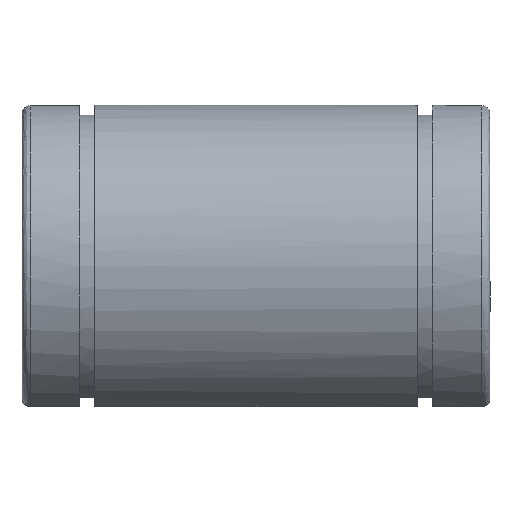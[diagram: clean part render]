
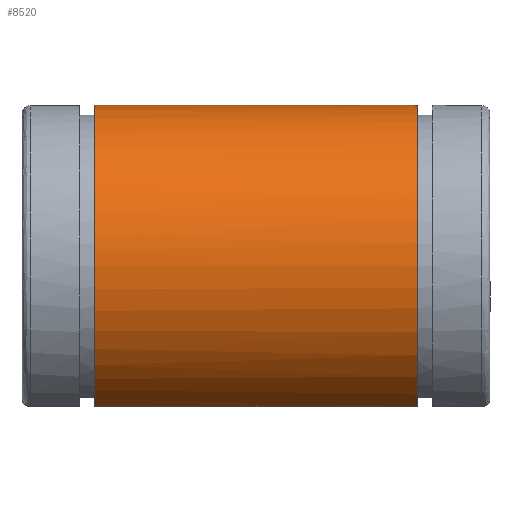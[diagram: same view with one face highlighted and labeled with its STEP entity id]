
A CAD part, top view. The second image highlights one B-rep face of the part: STEP entity #8520.
In plain terms, the highlighted free-form (B-spline) face has degree [3, 1] with [7, 2] control points.
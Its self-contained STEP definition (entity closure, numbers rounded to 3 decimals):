
#2420 = CARTESIAN_POINT ('', (9., -17.321, -10.));
#2430 = VERTEX_POINT ('', #2420);
#2490 = CARTESIAN_POINT ('', (49., -17.321, -10.));
#2500 = VERTEX_POINT ('', #2490);
#2510 = CARTESIAN_POINT ('', (9., -17.321, -10.));
#2520 = CARTESIAN_POINT ('', (49., -17.321, -10.));
#2530 = B_SPLINE_CURVE_WITH_KNOTS ('', 1, (#2510, #2520), .UNSPECIFIED., .F., .U., (2, 2), (0., 1.), .UNSPECIFIED.);
#2540 = EDGE_CURVE ('', #2430, #2500, #2530, .T.);
#4530 = CARTESIAN_POINT ('', (49., -17.321, 10.));
#4540 = VERTEX_POINT ('', #4530);
#4600 = CARTESIAN_POINT ('', (9., -17.321, 10.));
#4610 = VERTEX_POINT ('', #4600);
#4620 = CARTESIAN_POINT ('', (49., -17.321, 10.));
#4630 = CARTESIAN_POINT ('', (9., -17.321, 10.));
#4640 = B_SPLINE_CURVE_WITH_KNOTS ('', 1, (#4620, #4630), .UNSPECIFIED., .F., .U., (2, 2), (0., 1.), .UNSPECIFIED.);
#4650 = EDGE_CURVE ('', #4540, #4610, #4640, .T.);
#7610 = CARTESIAN_POINT ('', (49., 0., 20.));
#7620 = VERTEX_POINT ('', #7610);
#7630 = CARTESIAN_POINT ('', (49., 0., -20.));
#7640 = VERTEX_POINT ('', #7630);
#7650 = CARTESIAN_POINT ('', (49., 0., 20.));
#7660 = CARTESIAN_POINT ('', (49., 12.773, 20.));
#7670 = CARTESIAN_POINT ('', (49., 20., 10.618));
#7680 = CARTESIAN_POINT ('', (49., 20., 0.));
#7690 = CARTESIAN_POINT ('', (49., 20., -10.618));
#7700 = CARTESIAN_POINT ('', (49., 12.773, -20.));
#7710 = CARTESIAN_POINT ('', (49., 0., -20.));
#7720 = (
   BOUNDED_CURVE ()
   B_SPLINE_CURVE (3, (#7650, #7660, #7670, #7680, #7690, #7700, #7710), .UNSPECIFIED., .F., .U.)
   B_SPLINE_CURVE_WITH_KNOTS ((4, 3, 4), (0., 0.5, 1.), .UNSPECIFIED.)
   CURVE ()
   GEOMETRIC_REPRESENTATION_ITEM ()
   RATIONAL_B_SPLINE_CURVE ((0.64, 0.591, 0.711, 1., 0.711, 0.591, 0.64))
   REPRESENTATION_ITEM ('')
);
#7730 = EDGE_CURVE ('', #7620, #7640, #7720, .T.);
#7750 = CARTESIAN_POINT ('', (49., -17.321, 10.));
#7760 = CARTESIAN_POINT ('', (49., -13.967, 15.809));
#7770 = CARTESIAN_POINT ('', (49., -7.898, 20.));
#7780 = CARTESIAN_POINT ('', (49., 0., 20.));
#7790 = (
   BOUNDED_CURVE ()
   B_SPLINE_CURVE (3, (#7750, #7760, #7770, #7780), .UNSPECIFIED., .F., .U.)
   B_SPLINE_CURVE_WITH_KNOTS ((4, 4), (0., 1.), .UNSPECIFIED.)
   CURVE ()
   GEOMETRIC_REPRESENTATION_ITEM ()
   RATIONAL_B_SPLINE_CURVE ((1., 0.795, 0.675, 0.64))
   REPRESENTATION_ITEM ('')
);
#7800 = EDGE_CURVE ('', #4540, #7620, #7790, .T.);
#7870 = CARTESIAN_POINT ('', (49., 0., -20.));
#7880 = CARTESIAN_POINT ('', (49., -7.898, -20.));
#7890 = CARTESIAN_POINT ('', (49., -13.967, -15.809));
#7900 = CARTESIAN_POINT ('', (49., -17.321, -10.));
#7910 = (
   BOUNDED_CURVE ()
   B_SPLINE_CURVE (3, (#7870, #7880, #7890, #7900), .UNSPECIFIED., .F., .U.)
   B_SPLINE_CURVE_WITH_KNOTS ((4, 4), (0., 1.), .UNSPECIFIED.)
   CURVE ()
   GEOMETRIC_REPRESENTATION_ITEM ()
   RATIONAL_B_SPLINE_CURVE ((0.64, 0.675, 0.795, 1.))
   REPRESENTATION_ITEM ('')
);
#7920 = EDGE_CURVE ('', #7640, #2500, #7910, .T.);
#8020 = ORIENTED_EDGE ('', *, *, #4650, .F.);
#8030 = ORIENTED_EDGE ('', *, *, #7800, .T.);
#8040 = ORIENTED_EDGE ('', *, *, #7730, .T.);
#8050 = ORIENTED_EDGE ('', *, *, #7920, .T.);
#8060 = ORIENTED_EDGE ('', *, *, #2540, .F.);
#8070 = CARTESIAN_POINT ('', (9., 0., -20.));
#8080 = VERTEX_POINT ('', #8070);
#8090 = CARTESIAN_POINT ('', (9., -17.321, -10.));
#8100 = CARTESIAN_POINT ('', (9., -13.967, -15.809));
#8110 = CARTESIAN_POINT ('', (9., -7.898, -20.));
#8120 = CARTESIAN_POINT ('', (9., 0., -20.));
#8130 = (
   BOUNDED_CURVE ()
   B_SPLINE_CURVE (3, (#8090, #8100, #8110, #8120), .UNSPECIFIED., .F., .U.)
   B_SPLINE_CURVE_WITH_KNOTS ((4, 4), (0., 1.), .UNSPECIFIED.)
   CURVE ()
   GEOMETRIC_REPRESENTATION_ITEM ()
   RATIONAL_B_SPLINE_CURVE ((1., 0.795, 0.675, 0.64))
   REPRESENTATION_ITEM ('')
);
#8140 = EDGE_CURVE ('', #2430, #8080, #8130, .T.);
#8150 = ORIENTED_EDGE ('', *, *, #8140, .T.);
#8160 = CARTESIAN_POINT ('', (9., 0., 20.));
#8170 = VERTEX_POINT ('', #8160);
#8180 = CARTESIAN_POINT ('', (9., 0., -20.));
#8190 = CARTESIAN_POINT ('', (9., 12.773, -20.));
#8200 = CARTESIAN_POINT ('', (9., 20., -10.618));
#8210 = CARTESIAN_POINT ('', (9., 20., 0.));
#8220 = CARTESIAN_POINT ('', (9., 20., 10.618));
#8230 = CARTESIAN_POINT ('', (9., 12.773, 20.));
#8240 = CARTESIAN_POINT ('', (9., 0., 20.));
#8250 = (
   BOUNDED_CURVE ()
   B_SPLINE_CURVE (3, (#8180, #8190, #8200, #8210, #8220, #8230, #8240), .UNSPECIFIED., .F., .U.)
   B_SPLINE_CURVE_WITH_KNOTS ((4, 3, 4), (0., 0.5, 1.), .UNSPECIFIED.)
   CURVE ()
   GEOMETRIC_REPRESENTATION_ITEM ()
   RATIONAL_B_SPLINE_CURVE ((0.64, 0.591, 0.711, 1., 0.711, 0.591, 0.64))
   REPRESENTATION_ITEM ('')
);
#8260 = EDGE_CURVE ('', #8080, #8170, #8250, .T.);
#8270 = ORIENTED_EDGE ('', *, *, #8260, .T.);
#8280 = CARTESIAN_POINT ('', (9., 0., 20.));
#8290 = CARTESIAN_POINT ('', (9., -7.898, 20.));
#8300 = CARTESIAN_POINT ('', (9., -13.967, 15.809));
#8310 = CARTESIAN_POINT ('', (9., -17.321, 10.));
#8320 = (
   BOUNDED_CURVE ()
   B_SPLINE_CURVE (3, (#8280, #8290, #8300, #8310), .UNSPECIFIED., .F., .U.)
   B_SPLINE_CURVE_WITH_KNOTS ((4, 4), (0., 1.), .UNSPECIFIED.)
   CURVE ()
   GEOMETRIC_REPRESENTATION_ITEM ()
   RATIONAL_B_SPLINE_CURVE ((0.64, 0.675, 0.795, 1.))
   REPRESENTATION_ITEM ('')
);
#8330 = EDGE_CURVE ('', #8170, #4610, #8320, .T.);
#8340 = ORIENTED_EDGE ('', *, *, #8330, .T.);
#8350 = EDGE_LOOP ('', (#8020, #8030, #8040, #8050, #8060, #8150, #8270, #8340));
#8360 = FACE_OUTER_BOUND ('', #8350, .T.);
#8370 = CARTESIAN_POINT ('', (5., -17.321, -10.));
#8380 = CARTESIAN_POINT ('', (53., -17.321, -10.));
#8390 = CARTESIAN_POINT ('', (5., -4.591, -32.048));
#8400 = CARTESIAN_POINT ('', (53., -4.591, -32.048));
#8410 = CARTESIAN_POINT ('', (5., 20., -25.459));
#8420 = CARTESIAN_POINT ('', (53., 20., -25.459));
#8430 = CARTESIAN_POINT ('', (5., 20., 0.));
#8440 = CARTESIAN_POINT ('', (53., 20., 0.));
#8450 = CARTESIAN_POINT ('', (5., 20., 25.459));
#8460 = CARTESIAN_POINT ('', (53., 20., 25.459));
#8470 = CARTESIAN_POINT ('', (5., -4.591, 32.048));
#8480 = CARTESIAN_POINT ('', (53., -4.591, 32.048));
#8490 = CARTESIAN_POINT ('', (5., -17.321, 10.));
#8500 = CARTESIAN_POINT ('', (53., -17.321, 10.));
#8510 = (
   BOUNDED_SURFACE ()
   B_SPLINE_SURFACE (3, 1, ((#8370, #8380), (#8390, #8400), (#8410, #8420), (#8430, #8440), (#8450, #8460), (#8470, #8480), (#8490, #8500)), .UNSPECIFIED., .F., .F., .U.)
   B_SPLINE_SURFACE_WITH_KNOTS ((4, 3, 4), (2, 2), (0., 0.5, 1.), (0., 1.), .UNSPECIFIED.)
   SURFACE ()
   GEOMETRIC_REPRESENTATION_ITEM ()
   RATIONAL_B_SPLINE_SURFACE (((1., 1.), (0.506, 0.506), (0.506, 0.506), (1., 1.), (0.506, 0.506), (0.506, 0.506), (1., 1.)))
   REPRESENTATION_ITEM ('')
);
#8520 = ADVANCED_FACE ('', (#8360), #8510, .T.);
